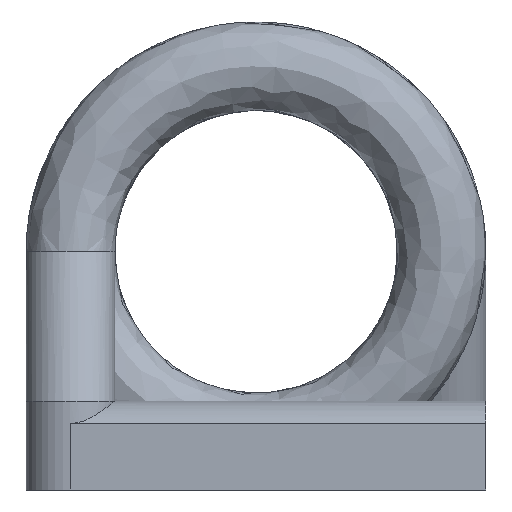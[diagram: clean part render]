
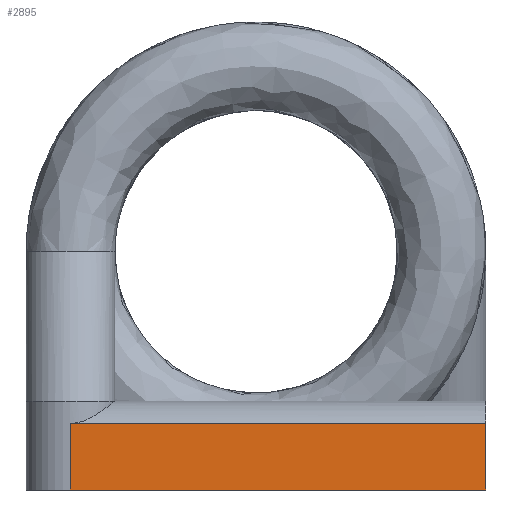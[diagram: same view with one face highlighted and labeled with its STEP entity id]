
A CAD part, left-side view. The second image highlights one B-rep face of the part: STEP entity #2895.
In plain terms, the highlighted planar face has unit normal (-1, 0, 0).
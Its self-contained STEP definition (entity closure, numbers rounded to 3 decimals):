
#2480=DIRECTION('',(0.,1.,0.));
#2664=VERTEX_POINT('',#2665);
#2665=CARTESIAN_POINT('',(-4.225,2.255,0.81));
#2729=ORIENTED_EDGE('',*,*,#2730,.T.);
#2730=EDGE_CURVE('',#2664,#2731,#2733,.T.);
#2731=VERTEX_POINT('',#2732);
#2732=CARTESIAN_POINT('',(-4.225,2.255,0.));
#2733=LINE('',#2665,#2734);
#2734=VECTOR('',#2735,1.);
#2735=DIRECTION('',(0.,0.,-1.));
#2880=VERTEX_POINT('',#2881);
#2881=CARTESIAN_POINT('',(-4.225,-2.795,0.81));
#2890=VECTOR('',#2480,1.);
#2892=EDGE_CURVE('',#2880,#2664,#2893,.T.);
#2893=LINE('',#2881,#2890);
#2895=ADVANCED_FACE('',(#2896),#2907,.T.);
#2896=FACE_BOUND('',#2897,.T.);
#2897=EDGE_LOOP('',(#2898,#2729,#2899,#2904));
#2898=ORIENTED_EDGE('',*,*,#2892,.T.);
#2899=ORIENTED_EDGE('',*,*,#2900,.F.);
#2900=EDGE_CURVE('',#2901,#2731,#2903,.T.);
#2901=VERTEX_POINT('',#2902);
#2902=CARTESIAN_POINT('',(-4.225,-2.795,0.));
#2903=LINE('',#2902,#2890);
#2904=ORIENTED_EDGE('',*,*,#2905,.F.);
#2905=EDGE_CURVE('',#2880,#2901,#2906,.T.);
#2906=LINE('',#2881,#2734);
#2907=PLANE('',#2908);
#2908=AXIS2_PLACEMENT_3D('',#2881,#2909,#2735);
#2909=DIRECTION('',(-1.,0.,0.));
